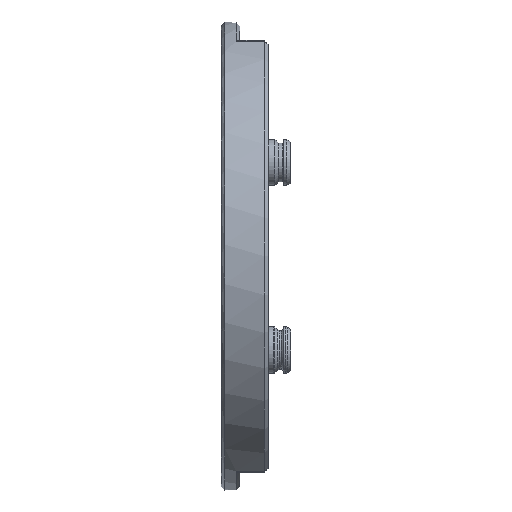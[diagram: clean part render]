
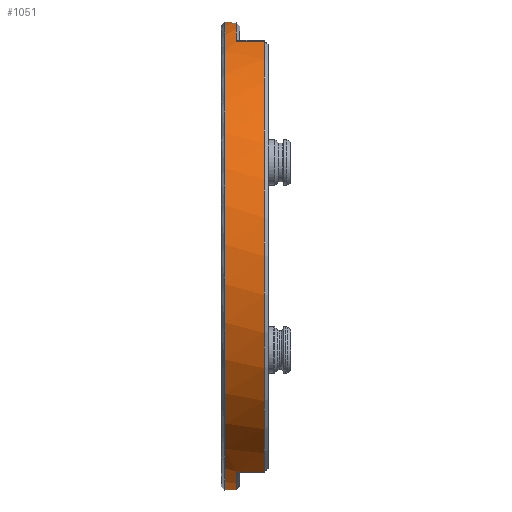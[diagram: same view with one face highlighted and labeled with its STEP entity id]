
A CAD part, left-side view. The second image highlights one B-rep face of the part: STEP entity #1051.
In plain terms, the highlighted cylindrical face has radius 125 mm (diameter 250 mm), a full revolution.
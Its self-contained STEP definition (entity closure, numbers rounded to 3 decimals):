
#16 = DIRECTION ( 'NONE',  ( 0., 0., -1. ) ) ;
#168 = CARTESIAN_POINT ( 'NONE',  ( 0., 23., 0. ) ) ;
#184 = CARTESIAN_POINT ( 'NONE',  ( 49.479, 2., 114.79 ) ) ;
#216 = EDGE_CURVE ( 'NONE', #4680, #2991, #5449, .T. ) ;
#271 = AXIS2_PLACEMENT_3D ( 'NONE', #5551, #4635, #2211 ) ;
#296 = EDGE_CURVE ( 'NONE', #1580, #1024, #5838, .T. ) ;
#315 = DIRECTION ( 'NONE',  ( 0., -1., 0. ) ) ;
#545 = EDGE_CURVE ( 'NONE', #4349, #2081, #5813, .T. ) ;
#565 = DIRECTION ( 'NONE',  ( 0., 0., 1. ) ) ;
#633 = AXIS2_PLACEMENT_3D ( 'NONE', #5340, #1533, #5770 ) ;
#634 = ORIENTED_EDGE ( 'NONE', *, *, #2314, .T. ) ;
#699 = DIRECTION ( 'NONE',  ( 0., 0., 1. ) ) ;
#822 = CARTESIAN_POINT ( 'NONE',  ( -49.479, 25., 114.79 ) ) ;
#1024 = VERTEX_POINT ( 'NONE', #1894 ) ;
#1051 = ADVANCED_FACE ( 'NONE', ( #2231, #2766 ), #5578, .T. ) ;
#1231 = DIRECTION ( 'NONE',  ( 0., -1., 0. ) ) ;
#1350 = CARTESIAN_POINT ( 'NONE',  ( 49.479, 2., -114.79 ) ) ;
#1352 = CARTESIAN_POINT ( 'NONE',  ( 0., 25., 0. ) ) ;
#1353 = EDGE_CURVE ( 'NONE', #2991, #4349, #2816, .T. ) ;
#1415 = LINE ( 'NONE', #822, #4164 ) ;
#1522 = ORIENTED_EDGE ( 'NONE', *, *, #216, .T. ) ;
#1527 = ORIENTED_EDGE ( 'NONE', *, *, #1353, .T. ) ;
#1533 = DIRECTION ( 'NONE',  ( 0., 1., 0. ) ) ;
#1580 = VERTEX_POINT ( 'NONE', #1697 ) ;
#1697 = CARTESIAN_POINT ( 'NONE',  ( -49.479, 17., 114.79 ) ) ;
#1806 = CARTESIAN_POINT ( 'NONE',  ( -49.479, 2., -114.79 ) ) ;
#1821 = DIRECTION ( 'NONE',  ( 0., 1., 0. ) ) ;
#1842 = VECTOR ( 'NONE', #315, 1000. ) ;
#1894 = CARTESIAN_POINT ( 'NONE',  ( 49.479, 17., 114.79 ) ) ;
#2018 = CARTESIAN_POINT ( 'NONE',  ( -49.479, 2., 114.79 ) ) ;
#2081 = VERTEX_POINT ( 'NONE', #5089 ) ;
#2211 = DIRECTION ( 'NONE',  ( 0., 0., 1. ) ) ;
#2231 = FACE_OUTER_BOUND ( 'NONE', #3445, .T. ) ;
#2239 = EDGE_CURVE ( 'NONE', #4870, #4870, #5212, .T. ) ;
#2283 = ORIENTED_EDGE ( 'NONE', *, *, #5676, .T. ) ;
#2314 = EDGE_CURVE ( 'NONE', #1024, #4680, #3047, .T. ) ;
#2423 = CARTESIAN_POINT ( 'NONE',  ( 0., 17., 0. ) ) ;
#2734 = DIRECTION ( 'NONE',  ( 0., -1., 0. ) ) ;
#2766 = FACE_OUTER_BOUND ( 'NONE', #5076, .T. ) ;
#2816 = LINE ( 'NONE', #4703, #3428 ) ;
#2991 = VERTEX_POINT ( 'NONE', #1350 ) ;
#3047 = LINE ( 'NONE', #5912, #3629 ) ;
#3143 = CARTESIAN_POINT ( 'NONE',  ( 0., 2., 0. ) ) ;
#3323 = AXIS2_PLACEMENT_3D ( 'NONE', #168, #5303, #565 ) ;
#3392 = DIRECTION ( 'NONE',  ( 0., 1., 0. ) ) ;
#3394 = ORIENTED_EDGE ( 'NONE', *, *, #545, .T. ) ;
#3428 = VECTOR ( 'NONE', #1821, 1000. ) ;
#3439 = CARTESIAN_POINT ( 'NONE',  ( 0., 23., 125. ) ) ;
#3445 = EDGE_LOOP ( 'NONE', ( #5346 ) ) ;
#3476 = CIRCLE ( 'NONE', #4967, 125. ) ;
#3526 = EDGE_CURVE ( 'NONE', #2081, #4746, #3614, .T. ) ;
#3614 = LINE ( 'NONE', #4138, #1842 ) ;
#3629 = VECTOR ( 'NONE', #1231, 1000. ) ;
#3796 = AXIS2_PLACEMENT_3D ( 'NONE', #1352, #2734, #6073 ) ;
#3919 = ORIENTED_EDGE ( 'NONE', *, *, #3526, .T. ) ;
#4138 = CARTESIAN_POINT ( 'NONE',  ( -49.479, 25., -114.79 ) ) ;
#4164 = VECTOR ( 'NONE', #4689, 1000. ) ;
#4349 = VERTEX_POINT ( 'NONE', #5806 ) ;
#4635 = DIRECTION ( 'NONE',  ( 0., 1., 0. ) ) ;
#4680 = VERTEX_POINT ( 'NONE', #184 ) ;
#4689 = DIRECTION ( 'NONE',  ( 0., 1., 0. ) ) ;
#4703 = CARTESIAN_POINT ( 'NONE',  ( 49.479, 25., -114.79 ) ) ;
#4743 = AXIS2_PLACEMENT_3D ( 'NONE', #2423, #3392, #16 ) ;
#4746 = VERTEX_POINT ( 'NONE', #1806 ) ;
#4870 = VERTEX_POINT ( 'NONE', #3439 ) ;
#4967 = AXIS2_PLACEMENT_3D ( 'NONE', #3143, #5037, #699 ) ;
#5037 = DIRECTION ( 'NONE',  ( 0., 1., 0. ) ) ;
#5076 = EDGE_LOOP ( 'NONE', ( #634, #1522, #1527, #3394, #3919, #2283, #5175, #5327 ) ) ;
#5083 = VERTEX_POINT ( 'NONE', #2018 ) ;
#5089 = CARTESIAN_POINT ( 'NONE',  ( -49.479, 17., -114.79 ) ) ;
#5175 = ORIENTED_EDGE ( 'NONE', *, *, #5863, .T. ) ;
#5212 = CIRCLE ( 'NONE', #3323, 125. ) ;
#5303 = DIRECTION ( 'NONE',  ( 0., -1., 0. ) ) ;
#5327 = ORIENTED_EDGE ( 'NONE', *, *, #296, .T. ) ;
#5340 = CARTESIAN_POINT ( 'NONE',  ( 0., 17., 0. ) ) ;
#5346 = ORIENTED_EDGE ( 'NONE', *, *, #2239, .T. ) ;
#5449 = CIRCLE ( 'NONE', #271, 125. ) ;
#5551 = CARTESIAN_POINT ( 'NONE',  ( 0., 2., 0. ) ) ;
#5578 = CYLINDRICAL_SURFACE ( 'NONE', #3796, 125. ) ;
#5676 = EDGE_CURVE ( 'NONE', #4746, #5083, #3476, .T. ) ;
#5770 = DIRECTION ( 'NONE',  ( 0., 0., -1. ) ) ;
#5806 = CARTESIAN_POINT ( 'NONE',  ( 49.479, 17., -114.79 ) ) ;
#5813 = CIRCLE ( 'NONE', #633, 125. ) ;
#5838 = CIRCLE ( 'NONE', #4743, 125. ) ;
#5863 = EDGE_CURVE ( 'NONE', #5083, #1580, #1415, .T. ) ;
#5912 = CARTESIAN_POINT ( 'NONE',  ( 49.479, 25., 114.79 ) ) ;
#6073 = DIRECTION ( 'NONE',  ( 0., 0., -1. ) ) ;
